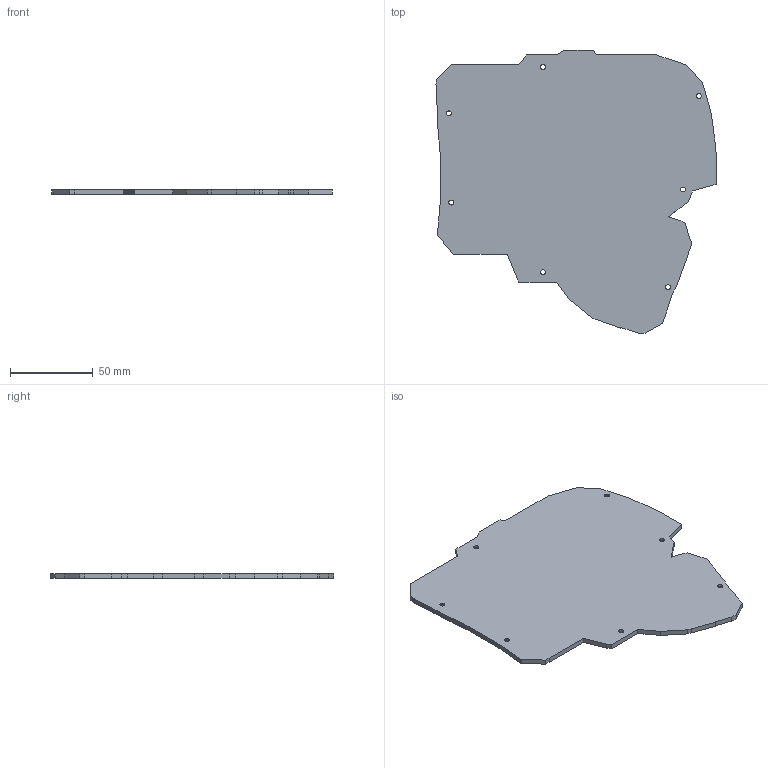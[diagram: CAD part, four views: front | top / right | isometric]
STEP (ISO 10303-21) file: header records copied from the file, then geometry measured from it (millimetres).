
FILE_DESCRIPTION(('Open CASCADE Model'),'2;1');
FILE_NAME('Open CASCADE Shape Model','2025-03-27T15:26:50',('Author'),( 'Open CASCADE'),'Open CASCADE STEP processor 7.7','Open CASCADE 7.7' ,'Unknown');
FILE_SCHEMA(('AUTOMOTIVE_DESIGN { 1 0 10303 214 1 1 1 1 }'));
Length unit declared in the file: millimetre
Products named in the file (1): Open CASCADE STEP translator 7.7 148
Bounding box: 169.62 x 171.59 x 3 mm (x, y, z)
Volume: 65862.3 mm3; surface area: 45987.6 mm2
Topology: 1 solids, 1 shells, 69 faces, 194 edges, 127 vertices
Faces by surface type: plane 55, cone 7, cylinder 7
Full cylindrical faces by diameter (mm): 3 x7
Entity records: 4795 total; most frequent: CARTESIAN_POINT 863, DIRECTION 729, LINE 547, VECTOR 547, ORIENTED_EDGE 388, PCURVE 388, DEFINITIONAL_REPRESENTATION 388, EDGE_CURVE 194
